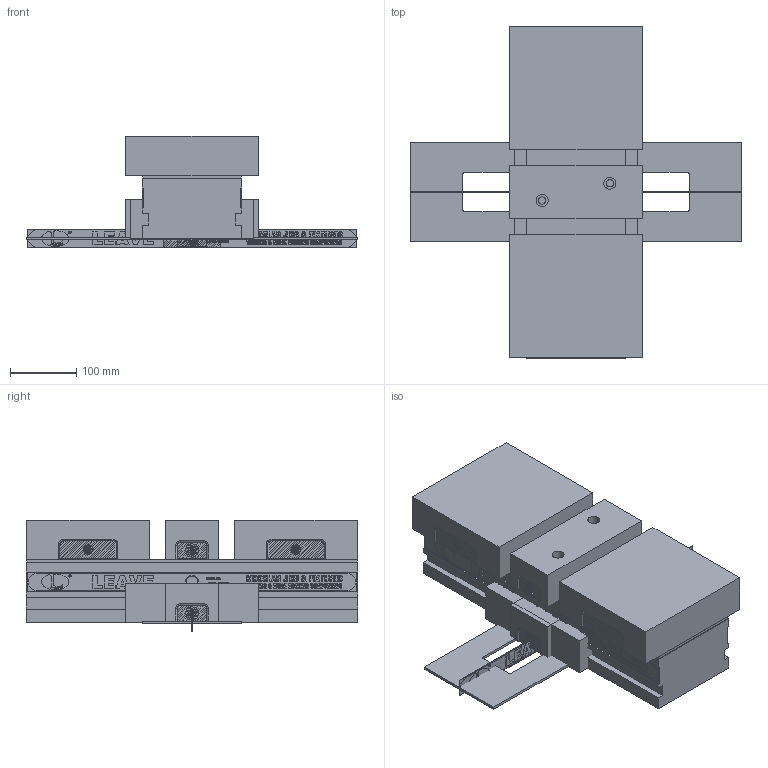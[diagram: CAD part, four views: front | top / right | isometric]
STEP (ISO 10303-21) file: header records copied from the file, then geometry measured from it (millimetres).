
FILE_DESCRIPTION( ( 'Unknown' ), '1' );
FILE_NAME( 'ALV-1550-2WH.stp', 'Unknown', ( 'S.C.H' ), ( 'Unknown' ), 'XStep 1.0', 'Unknown', ' ' );
FILE_SCHEMA( ( 'CONFIG_CONTROL_DESIGN' ) );
Length unit declared in the file: millimetre
Products named in the file (11): Assem1; Assem2; Assem3; Assem4; 1; 2; 3; 4; 5; 6; 7
Bounding box: 498 x 500 x 168 mm (x, y, z)
Volume: 31415559.6 mm3; surface area: 2118617.8 mm2
Topology: 29 solids, 29 shells, 8661 faces, 22848 edges, 15222 vertices
Faces by surface type: plane 5392, cylinder 1681, extrusion 1560, torus 28
Full cylindrical faces by diameter (mm): 3.511 x5, 3.673 x5, 11 x6, 12 x18, 17.5 x5, 18 x6, 19.5 x5, 20 x6
Entity records: 57517 total; most frequent: CARTESIAN_POINT 14961, ORIENTED_EDGE 9028, DIRECTION 7726, EDGE_CURVE 4514, VECTOR 3514, LINE 3202, VERTEX_POINT 3016, AXIS2_PLACEMENT_3D 2106
